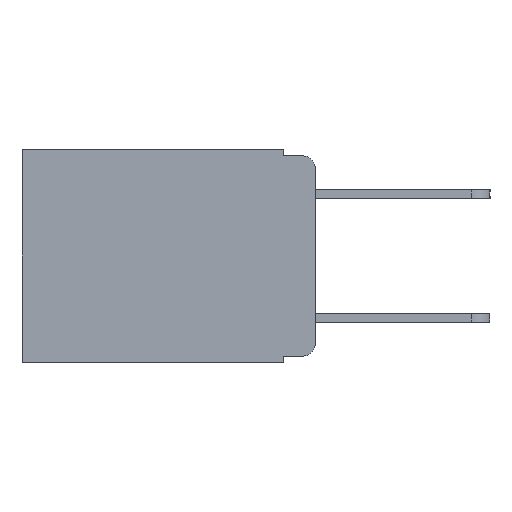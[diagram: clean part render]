
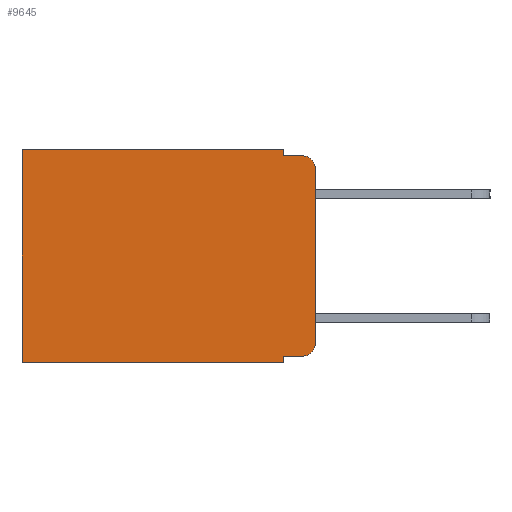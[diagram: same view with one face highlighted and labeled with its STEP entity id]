
A CAD part, left-side view. The second image highlights one B-rep face of the part: STEP entity #9645.
In plain terms, the highlighted planar face has unit normal (-1, 0, 0).
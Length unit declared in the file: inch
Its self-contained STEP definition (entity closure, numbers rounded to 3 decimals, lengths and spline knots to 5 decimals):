
#199 = VERTEX_POINT ( 'NONE', #14132 ) ;
#464 = AXIS2_PLACEMENT_3D ( 'NONE', #2273, #13088, #3999 ) ;
#610 = CARTESIAN_POINT ( 'NONE',  ( 0.298, 0.051, -0.01 ) ) ;
#697 = ORIENTED_EDGE ( 'NONE', *, *, #10298, .F. ) ;
#743 = CARTESIAN_POINT ( 'NONE',  ( 0.298, 0.051, 0. ) ) ;
#1109 = VERTEX_POINT ( 'NONE', #14131 ) ;
#1480 = DIRECTION ( 'NONE',  ( 1., 0., 0. ) ) ;
#1526 = LINE ( 'NONE', #11536, #16499 ) ;
#1643 = VECTOR ( 'NONE', #16071, 39.37008 ) ;
#2273 = CARTESIAN_POINT ( 'NONE',  ( 0.298, 0.02, -0.03 ) ) ;
#2617 = ORIENTED_EDGE ( 'NONE', *, *, #12237, .F. ) ;
#2785 = VERTEX_POINT ( 'NONE', #16132 ) ;
#3670 = DIRECTION ( 'NONE',  ( -1., 0., 0. ) ) ;
#3958 = CARTESIAN_POINT ( 'NONE',  ( 0.298, 0.051, -0.01 ) ) ;
#3999 = DIRECTION ( 'NONE',  ( 0., 0., -1. ) ) ;
#4074 = VERTEX_POINT ( 'NONE', #10707 ) ;
#4931 = CARTESIAN_POINT ( 'NONE',  ( 0.298, 0.02, -0.333 ) ) ;
#4975 = CARTESIAN_POINT ( 'NONE',  ( 0.298, 0.473, 0. ) ) ;
#5167 = VERTEX_POINT ( 'NONE', #12502 ) ;
#5188 = DIRECTION ( 'NONE',  ( 0., 0., -1. ) ) ;
#5383 = VERTEX_POINT ( 'NONE', #610 ) ;
#5782 = EDGE_LOOP ( 'NONE', ( #10359, #9249, #697, #18902, #17604, #8332, #2617, #7134, #9707, #6030 ) ) ;
#6030 = ORIENTED_EDGE ( 'NONE', *, *, #9784, .T. ) ;
#6109 = CARTESIAN_POINT ( 'NONE',  ( 0.298, 0., -0.343 ) ) ;
#6921 = CARTESIAN_POINT ( 'NONE',  ( 0.298, 0.051, -0.333 ) ) ;
#7053 = EDGE_CURVE ( 'NONE', #19389, #5167, #19289, .T. ) ;
#7134 = ORIENTED_EDGE ( 'NONE', *, *, #9432, .F. ) ;
#7322 = VECTOR ( 'NONE', #10621, 39.37008 ) ;
#7595 = AXIS2_PLACEMENT_3D ( 'NONE', #12792, #3670, #14318 ) ;
#7661 = DIRECTION ( 'NONE',  ( 0., 1., 0. ) ) ;
#7792 = EDGE_CURVE ( 'NONE', #19389, #199, #16503, .T. ) ;
#8332 = ORIENTED_EDGE ( 'NONE', *, *, #10096, .T. ) ;
#9141 = CARTESIAN_POINT ( 'NONE',  ( 0.298, 0., 0. ) ) ;
#9249 = ORIENTED_EDGE ( 'NONE', *, *, #7053, .T. ) ;
#9432 = EDGE_CURVE ( 'NONE', #4074, #2785, #18025, .T. ) ;
#9645 = ADVANCED_FACE ( 'NONE', ( #13134 ), #16817, .F. ) ;
#9707 = ORIENTED_EDGE ( 'NONE', *, *, #9815, .T. ) ;
#9784 = EDGE_CURVE ( 'NONE', #14898, #199, #10451, .T. ) ;
#9815 = EDGE_CURVE ( 'NONE', #4074, #14898, #10947, .T. ) ;
#10096 = EDGE_CURVE ( 'NONE', #18706, #1109, #10929, .T. ) ;
#10298 = EDGE_CURVE ( 'NONE', #5383, #5167, #17793, .T. ) ;
#10359 = ORIENTED_EDGE ( 'NONE', *, *, #7792, .F. ) ;
#10451 = CIRCLE ( 'NONE', #7595, 0.02 ) ;
#10477 = VECTOR ( 'NONE', #18813, 39.37008 ) ;
#10621 = DIRECTION ( 'NONE',  ( 0., 1., 0. ) ) ;
#10707 = CARTESIAN_POINT ( 'NONE',  ( 0.298, 0.051, -0.333 ) ) ;
#10758 = CARTESIAN_POINT ( 'NONE',  ( 0.298, 0.473, 0. ) ) ;
#10929 = LINE ( 'NONE', #4975, #17988 ) ;
#10947 = LINE ( 'NONE', #6921, #14305 ) ;
#10999 = EDGE_CURVE ( 'NONE', #17431, #18706, #15227, .T. ) ;
#11030 = LINE ( 'NONE', #6109, #18084 ) ;
#11062 = CARTESIAN_POINT ( 'NONE',  ( 0.298, 0., 0. ) ) ;
#11536 = CARTESIAN_POINT ( 'NONE',  ( 0.298, 0.051, 0. ) ) ;
#11955 = EDGE_CURVE ( 'NONE', #17431, #5383, #1526, .T. ) ;
#12102 = VECTOR ( 'NONE', #5188, 39.37008 ) ;
#12237 = EDGE_CURVE ( 'NONE', #2785, #1109, #11030, .T. ) ;
#12417 = DIRECTION ( 'NONE',  ( 0., 0., -1. ) ) ;
#12502 = CARTESIAN_POINT ( 'NONE',  ( 0.298, 0.02, -0.01 ) ) ;
#12792 = CARTESIAN_POINT ( 'NONE',  ( 0.298, 0.02, -0.313 ) ) ;
#13088 = DIRECTION ( 'NONE',  ( -1., 0., 0. ) ) ;
#13134 = FACE_OUTER_BOUND ( 'NONE', #5782, .T. ) ;
#14131 = CARTESIAN_POINT ( 'NONE',  ( 0.298, 0.473, -0.343 ) ) ;
#14132 = CARTESIAN_POINT ( 'NONE',  ( 0.298, 0., -0.313 ) ) ;
#14170 = CARTESIAN_POINT ( 'NONE',  ( 0.298, 0., 0. ) ) ;
#14305 = VECTOR ( 'NONE', #17217, 39.37008 ) ;
#14318 = DIRECTION ( 'NONE',  ( 0., 0., -1. ) ) ;
#14898 = VERTEX_POINT ( 'NONE', #4931 ) ;
#15227 = LINE ( 'NONE', #9141, #7322 ) ;
#16071 = DIRECTION ( 'NONE',  ( 0., -1., 0. ) ) ;
#16132 = CARTESIAN_POINT ( 'NONE',  ( 0.298, 0.051, -0.343 ) ) ;
#16499 = VECTOR ( 'NONE', #18553, 39.37008 ) ;
#16503 = LINE ( 'NONE', #14170, #12102 ) ;
#16817 = PLANE ( 'NONE',  #17497 ) ;
#17217 = DIRECTION ( 'NONE',  ( 0., -1., 0. ) ) ;
#17431 = VERTEX_POINT ( 'NONE', #18664 ) ;
#17497 = AXIS2_PLACEMENT_3D ( 'NONE', #11062, #1480, #12417 ) ;
#17604 = ORIENTED_EDGE ( 'NONE', *, *, #10999, .T. ) ;
#17793 = LINE ( 'NONE', #3958, #1643 ) ;
#17988 = VECTOR ( 'NONE', #19358, 39.37008 ) ;
#18025 = LINE ( 'NONE', #743, #10477 ) ;
#18084 = VECTOR ( 'NONE', #7661, 39.37008 ) ;
#18553 = DIRECTION ( 'NONE',  ( 0., 0., -1. ) ) ;
#18664 = CARTESIAN_POINT ( 'NONE',  ( 0.298, 0.051, 0. ) ) ;
#18706 = VERTEX_POINT ( 'NONE', #10758 ) ;
#18813 = DIRECTION ( 'NONE',  ( 0., 0., -1. ) ) ;
#18902 = ORIENTED_EDGE ( 'NONE', *, *, #11955, .F. ) ;
#19219 = CARTESIAN_POINT ( 'NONE',  ( 0.298, 0., -0.03 ) ) ;
#19289 = CIRCLE ( 'NONE', #464, 0.02 ) ;
#19358 = DIRECTION ( 'NONE',  ( 0., 0., -1. ) ) ;
#19389 = VERTEX_POINT ( 'NONE', #19219 ) ;
